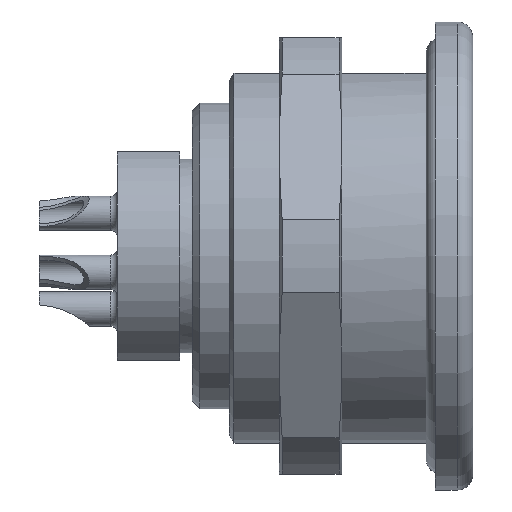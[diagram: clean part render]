
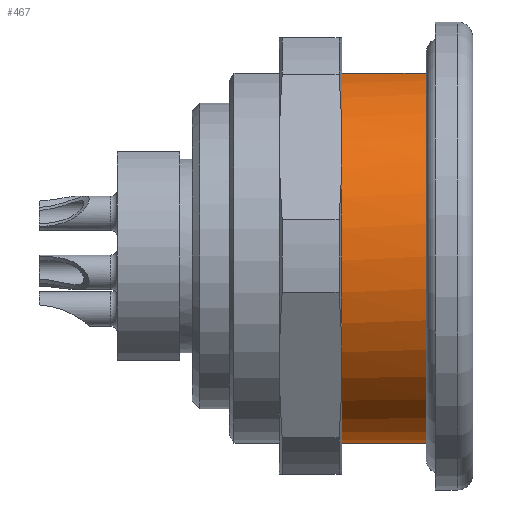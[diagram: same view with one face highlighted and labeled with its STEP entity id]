
A CAD part, front view. The second image highlights one B-rep face of the part: STEP entity #467.
In plain terms, the highlighted cylindrical face has radius 6 mm (diameter 12 mm), a full revolution.
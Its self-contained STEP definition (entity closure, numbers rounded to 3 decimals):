
#467=ADVANCED_FACE('',(#691,#692),#647,.T.);
#647=CYLINDRICAL_SURFACE('',#2822,6.);
#691=FACE_BOUND('',#827,.T.);
#692=FACE_BOUND('',#828,.T.);
#827=EDGE_LOOP('',(#1299,#1300,#1301,#1302));
#828=EDGE_LOOP('',(#1303));
#1075=LINE('',#3996,#1187);
#1076=LINE('',#4000,#1188);
#1187=VECTOR('',#3176,1.);
#1188=VECTOR('',#3179,1.);
#1299=ORIENTED_EDGE('',*,*,#2298,.F.);
#1300=ORIENTED_EDGE('',*,*,#2299,.F.);
#1301=ORIENTED_EDGE('',*,*,#2300,.T.);
#1302=ORIENTED_EDGE('',*,*,#2301,.T.);
#1303=ORIENTED_EDGE('',*,*,#2302,.T.);
#2033=VERTEX_POINT('',#3994);
#2034=VERTEX_POINT('',#3995);
#2035=VERTEX_POINT('',#3997);
#2036=VERTEX_POINT('',#3999);
#2037=VERTEX_POINT('',#4002);
#2298=EDGE_CURVE('',#2033,#2034,#2665,.T.);
#2299=EDGE_CURVE('',#2035,#2033,#1075,.T.);
#2300=EDGE_CURVE('',#2035,#2036,#2666,.T.);
#2301=EDGE_CURVE('',#2036,#2034,#1076,.T.);
#2302=EDGE_CURVE('',#2037,#2037,#2667,.T.);
#2665=CIRCLE('',#2819,6.);
#2666=CIRCLE('',#2820,6.);
#2667=CIRCLE('',#2821,6.);
#2819=AXIS2_PLACEMENT_3D('',#3993,#3174,#3175);
#2820=AXIS2_PLACEMENT_3D('',#3998,#3177,#3178);
#2821=AXIS2_PLACEMENT_3D('',#4001,#3180,#3181);
#2822=AXIS2_PLACEMENT_3D('',#4003,#3182,#3183);
#3174=DIRECTION('',(-1.,0.,0.));
#3175=DIRECTION('',(0.,0.,-1.));
#3176=DIRECTION('',(-1.,0.,0.));
#3177=DIRECTION('',(1.,0.,0.));
#3178=DIRECTION('',(0.,0.,1.));
#3179=DIRECTION('',(-1.,0.,0.));
#3180=DIRECTION('',(-1.,0.,0.));
#3181=DIRECTION('',(0.,0.,-1.));
#3182=DIRECTION('',(1.,0.,0.));
#3183=DIRECTION('',(0.,0.,-1.));
#3993=CARTESIAN_POINT('',(4.656,0.,0.));
#3994=CARTESIAN_POINT('',(4.656,1.327,5.851));
#3995=CARTESIAN_POINT('',(4.656,-1.327,5.851));
#3996=CARTESIAN_POINT('',(7.7,1.327,5.851));
#3997=CARTESIAN_POINT('',(7.7,1.327,5.851));
#3998=CARTESIAN_POINT('',(7.7,0.,0.));
#3999=CARTESIAN_POINT('',(7.7,-1.327,5.851));
#4000=CARTESIAN_POINT('',(7.7,-1.327,5.851));
#4001=CARTESIAN_POINT('',(7.8,0.,0.));
#4002=CARTESIAN_POINT('',(7.8,0.,-6.));
#4003=CARTESIAN_POINT('',(3.9,0.,0.));
